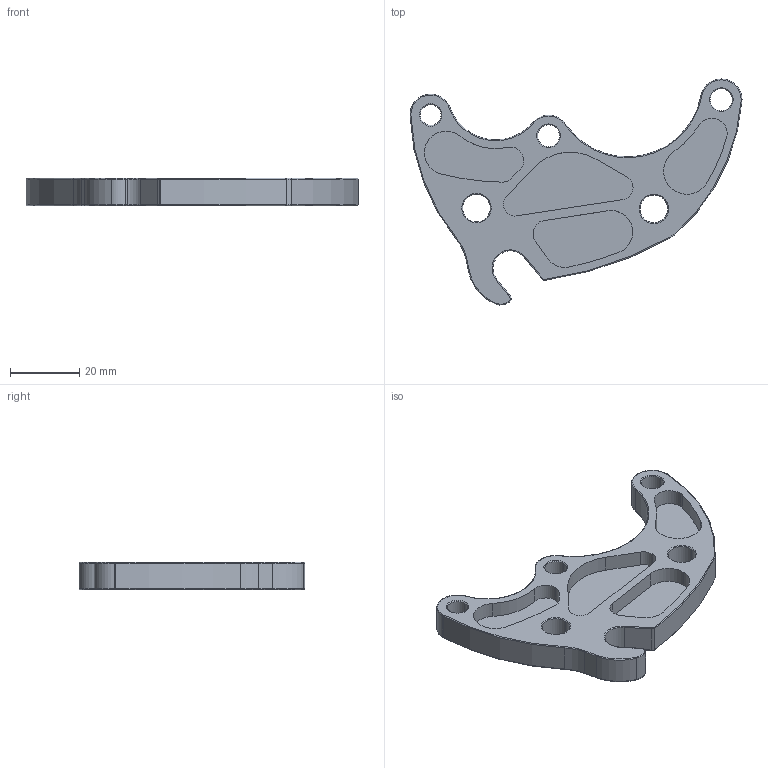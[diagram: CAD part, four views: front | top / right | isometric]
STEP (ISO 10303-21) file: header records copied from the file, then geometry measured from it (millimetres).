
FILE_DESCRIPTION (( 'STEP AP214' ), '1' );
FILE_NAME ('DR4016.STEP', '2018-11-27T21:45:27', ( 'JeffCAD' ), ( 'Microsoft' ), 'SwSTEP 2.0', 'SolidWorks 2018', '' );
FILE_SCHEMA (( 'AUTOMOTIVE_DESIGN' ));
Length unit declared in the file: inch
Products named in the file (1): DR4016
Bounding box: 96.01 x 65.34 x 8 mm (x, y, z)
Volume: 18092.5 mm3; surface area: 10660.6 mm2
Topology: 1 solids, 1 shells, 121 faces, 291 edges, 174 vertices
Faces by surface type: cylinder 56, torus 34, plane 15, cone 10, sphere 6
Entity records: 3591 total; most frequent: DIRECTION 725, CARTESIAN_POINT 581, ORIENTED_EDGE 574, AXIS2_PLACEMENT_3D 316, EDGE_CURVE 287, CIRCLE 194, VERTEX_POINT 172, EDGE_LOOP 135
